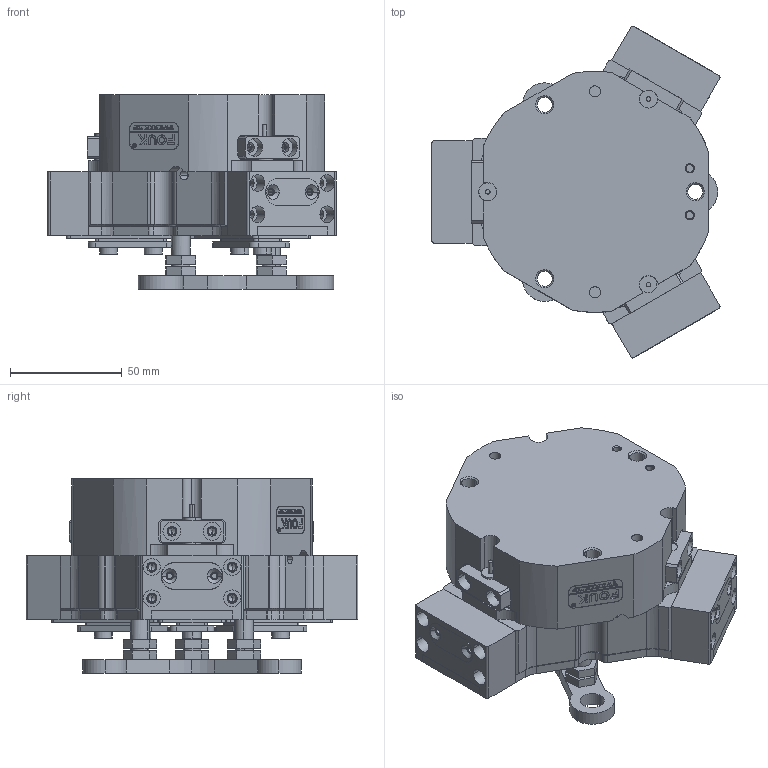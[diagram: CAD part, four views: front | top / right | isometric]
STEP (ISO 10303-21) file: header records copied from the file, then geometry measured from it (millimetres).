
FILE_DESCRIPTION (( 'STEP AP203' ), '1' );
FILE_NAME ('TZ75-119-C30-P.STEP', '2024-12-05T08:13:26', ( 'USER-' ), ( 'Microsoft' ), 'SwSTEP 2.0', 'SolidWorks 2018', '' );
FILE_SCHEMA (( 'CONFIG_CONTROL_DESIGN' ));
Length unit declared in the file: millimetre
Products named in the file (37): 揤輸蚾饜极; TZ75-119-C30-P; TZ75-119-C30-P杅耀.sldasm-Part-15; TZ75-119-C30-P杅耀.sldasm-Part-42; TZ75-119-C30-P杅耀.sldasm-Part-39; TZ75-119-C30-P杅耀.sldasm-Part-27; TZ75-119-C30-P杅耀.sldasm-Part-7; 揤輸杅耀.sldasm-Part-9; TZ75-119-C30-P杅耀.sldasm-Part-33; TZ75-119-C30-P杅耀.sldasm-Part-1; TZ75-119-C30-P杅耀.sldasm-Part-38; TZ75-119-C30-P杅耀.sldasm-Part-22; TZ75-119-C30-P杅耀.sldasm-Part-13; TZ75-119-C30-P杅耀.sldasm-Part-24; TZ75-119-C30-P杅耀.sldasm-Part-19; TZ75-119-C30-P杅耀.sldasm-Part-30; TZ75-119-C30-P杅耀.sldasm-Part-6; TZ75-119-C30-P杅耀.sldasm-Part-36; TZ75-119-C30-P杅耀.sldasm-Part-20; TZ75-119-C30-P杅耀.sldasm-Part-41; TZ75-119-C30-P杅耀.sldasm-Part-5; TZ75-119-C30-P杅耀.sldasm-Part-10; 埴翐芛_GB_FASTENER_SCREWS_HSHCS M2X8-N; TZ75-119-C30-P杅耀.sldasm-Part-32; TZ75-119-C30-P杅耀.sldasm-Part-14; TZ75-119-C30-P杅耀.sldasm-Part-34; TZ75-119-C30-P杅耀.sldasm-Part-2; TZ75-119-C30-P杅耀.sldasm-Part-37; TZ75-119-C30-P杅耀.sldasm-Part-29; TZ75-119-C30-P杅耀.sldasm-Part-23; TZ75-119-C30-P杅耀.sldasm-Part-35; TZ75-119-C30-P杅耀.sldasm-Part-26; TZ75-119-C30-P杅耀.sldasm-Part-16; 25x12-R3; TZ75-119-C30-P杅耀.sldasm-Part-11; TZ75-119-C30-P杅耀.sldasm-Part-21; TZ75-119-C30-P杅耀.sldasm-Part-40
Assembly tree (46 placements, depth 3):
  TZ75-119-C30-P
    TZ75-119-C30-P杅耀.sldasm-Part-1
    TZ75-119-C30-P杅耀.sldasm-Part-2
    TZ75-119-C30-P杅耀.sldasm-Part-5
    TZ75-119-C30-P杅耀.sldasm-Part-6
    TZ75-119-C30-P杅耀.sldasm-Part-7
    TZ75-119-C30-P杅耀.sldasm-Part-10
    TZ75-119-C30-P杅耀.sldasm-Part-11
    TZ75-119-C30-P杅耀.sldasm-Part-13
    TZ75-119-C30-P杅耀.sldasm-Part-14  x3
    TZ75-119-C30-P杅耀.sldasm-Part-15
    TZ75-119-C30-P杅耀.sldasm-Part-16
    TZ75-119-C30-P杅耀.sldasm-Part-19
    TZ75-119-C30-P杅耀.sldasm-Part-20
    TZ75-119-C30-P杅耀.sldasm-Part-21  x2
    TZ75-119-C30-P杅耀.sldasm-Part-22
    TZ75-119-C30-P杅耀.sldasm-Part-23
    TZ75-119-C30-P杅耀.sldasm-Part-24
    TZ75-119-C30-P杅耀.sldasm-Part-26
    TZ75-119-C30-P杅耀.sldasm-Part-27
    TZ75-119-C30-P杅耀.sldasm-Part-29
    TZ75-119-C30-P杅耀.sldasm-Part-30  x3
    TZ75-119-C30-P杅耀.sldasm-Part-32  x3
    TZ75-119-C30-P杅耀.sldasm-Part-33
    TZ75-119-C30-P杅耀.sldasm-Part-34
    TZ75-119-C30-P杅耀.sldasm-Part-35
    TZ75-119-C30-P杅耀.sldasm-Part-36
    TZ75-119-C30-P杅耀.sldasm-Part-37
    TZ75-119-C30-P杅耀.sldasm-Part-38
    TZ75-119-C30-P杅耀.sldasm-Part-39
    TZ75-119-C30-P杅耀.sldasm-Part-40
    TZ75-119-C30-P杅耀.sldasm-Part-41
    TZ75-119-C30-P杅耀.sldasm-Part-42
    25x12-R3
    揤輸蚾饜极  x3
      揤輸杅耀.sldasm-Part-9
      埴翐芛_GB_FASTENER_SCREWS_HSHCS M2X8-N
Bounding box: 129.05 x 148.71 x 87 mm (x, y, z)
Volume: 579285.3 mm3; surface area: 159571.5 mm2
Topology: 49 solids, 57 shells, 2368 faces, 5972 edges, 3757 vertices
Faces by surface type: plane 1041, cylinder 725, cone 435, bspline 155, torus 12
Entity records: 64832 total; most frequent: CARTESIAN_POINT 15831, DIRECTION 9295, ORIENTED_EDGE 9240, EDGE_CURVE 4620, AXIS2_PLACEMENT_3D 3240, VERTEX_POINT 2948, LINE 2815, VECTOR 2815
